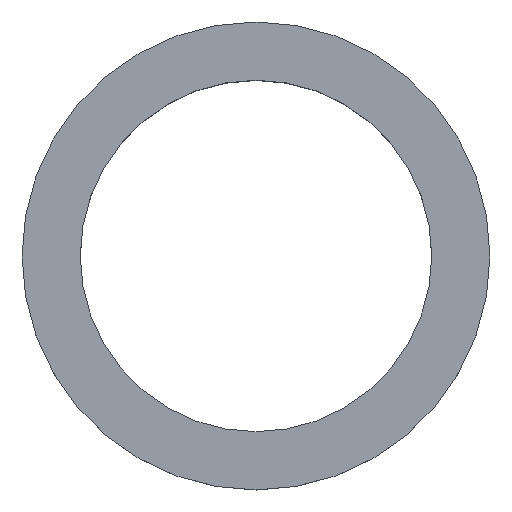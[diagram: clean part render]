
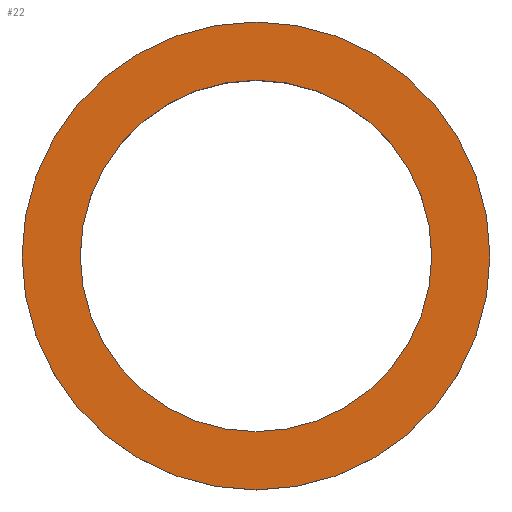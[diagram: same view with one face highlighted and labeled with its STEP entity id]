
A CAD part, top view. The second image highlights one B-rep face of the part: STEP entity #22.
In plain terms, the highlighted planar face has unit normal (0, 0, 1).
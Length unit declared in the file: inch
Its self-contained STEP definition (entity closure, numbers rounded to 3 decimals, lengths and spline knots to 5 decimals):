
#2 = DIRECTION ( 'NONE',  ( 0., 0., 1. ) ) ;
#3 = CARTESIAN_POINT ( 'NONE',  ( 0., 0., 0.15625 ) ) ;
#9 = CARTESIAN_POINT ( 'NONE',  ( 0.5, 0., 0.15625 ) ) ;
#22 = ADVANCED_FACE ( 'NONE', ( #256, #171 ), #29, .T. ) ;
#27 = AXIS2_PLACEMENT_3D ( 'NONE', #235, #143, #123 ) ;
#29 = PLANE ( 'NONE',  #206 ) ;
#36 = CIRCLE ( 'NONE', #27, 0.5 ) ;
#44 = VERTEX_POINT ( 'NONE', #85 ) ;
#46 = ORIENTED_EDGE ( 'NONE', *, *, #255, .F. ) ;
#50 = CIRCLE ( 'NONE', #154, 0.3755 ) ;
#60 = CARTESIAN_POINT ( 'NONE',  ( 0., 0.3755, 0.15625 ) ) ;
#63 = CIRCLE ( 'NONE', #294, 0.3755 ) ;
#71 = EDGE_CURVE ( 'NONE', #274, #75, #50, .T. ) ;
#75 = VERTEX_POINT ( 'NONE', #192 ) ;
#85 = CARTESIAN_POINT ( 'NONE',  ( -0.5, 0., 0.15625 ) ) ;
#86 = EDGE_LOOP ( 'NONE', ( #142, #168 ) ) ;
#101 = CARTESIAN_POINT ( 'NONE',  ( 0., 0., 0.15625 ) ) ;
#104 = DIRECTION ( 'NONE',  ( 0., 0., -1. ) ) ;
#119 = CARTESIAN_POINT ( 'NONE',  ( -0.3755, 0., 0.15625 ) ) ;
#123 = DIRECTION ( 'NONE',  ( -1., 0., 0. ) ) ;
#126 = DIRECTION ( 'NONE',  ( 0., 0., -1. ) ) ;
#132 = EDGE_CURVE ( 'NONE', #75, #274, #63, .T. ) ;
#142 = ORIENTED_EDGE ( 'NONE', *, *, #71, .T. ) ;
#143 = DIRECTION ( 'NONE',  ( 0., 0., -1. ) ) ;
#145 = CARTESIAN_POINT ( 'NONE',  ( 0., 0., 0.15625 ) ) ;
#147 = DIRECTION ( 'NONE',  ( 1., 0., 0. ) ) ;
#152 = EDGE_CURVE ( 'NONE', #44, #156, #221, .T. ) ;
#154 = AXIS2_PLACEMENT_3D ( 'NONE', #101, #126, #239 ) ;
#156 = VERTEX_POINT ( 'NONE', #9 ) ;
#168 = ORIENTED_EDGE ( 'NONE', *, *, #132, .T. ) ;
#171 = FACE_OUTER_BOUND ( 'NONE', #276, .T. ) ;
#178 = ORIENTED_EDGE ( 'NONE', *, *, #152, .F. ) ;
#192 = CARTESIAN_POINT ( 'NONE',  ( 0.3755, 0., 0.15625 ) ) ;
#198 = DIRECTION ( 'NONE',  ( -1., 0., 0. ) ) ;
#199 = AXIS2_PLACEMENT_3D ( 'NONE', #145, #259, #198 ) ;
#202 = DIRECTION ( 'NONE',  ( -1., 0., 0. ) ) ;
#206 = AXIS2_PLACEMENT_3D ( 'NONE', #60, #2, #147 ) ;
#221 = CIRCLE ( 'NONE', #199, 0.5 ) ;
#235 = CARTESIAN_POINT ( 'NONE',  ( 0., 0., 0.15625 ) ) ;
#239 = DIRECTION ( 'NONE',  ( -1., 0., 0. ) ) ;
#255 = EDGE_CURVE ( 'NONE', #156, #44, #36, .T. ) ;
#256 = FACE_BOUND ( 'NONE', #86, .T. ) ;
#259 = DIRECTION ( 'NONE',  ( 0., 0., -1. ) ) ;
#274 = VERTEX_POINT ( 'NONE', #119 ) ;
#276 = EDGE_LOOP ( 'NONE', ( #178, #46 ) ) ;
#294 = AXIS2_PLACEMENT_3D ( 'NONE', #3, #104, #202 ) ;
